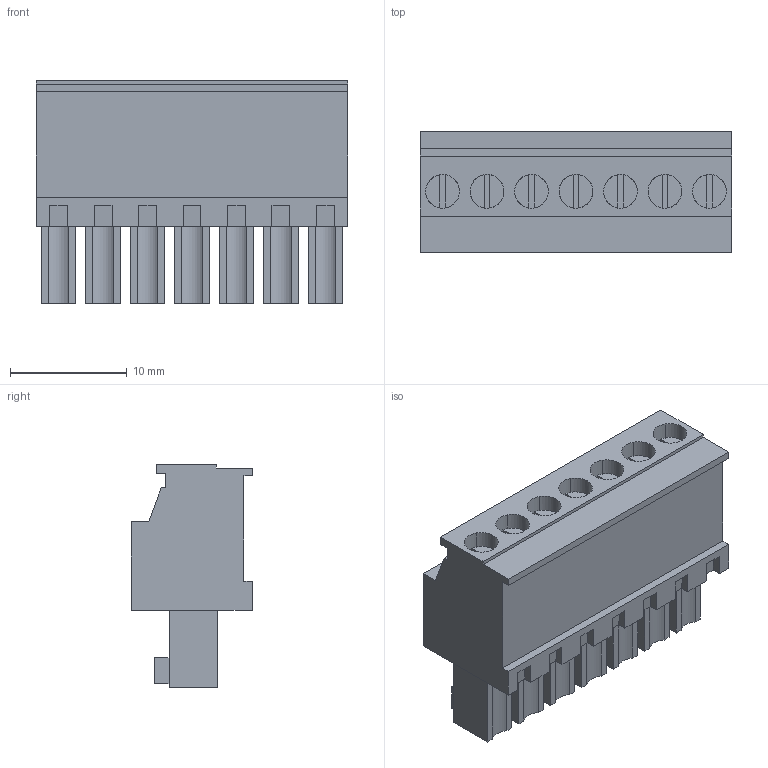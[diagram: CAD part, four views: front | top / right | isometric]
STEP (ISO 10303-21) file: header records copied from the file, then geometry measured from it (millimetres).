
FILE_DESCRIPTION(('CATIA V5 STEP Exchange','CAx-IF Rec.Pracs.--- Model Styling and Organization---1.2---2011-12-15'),'2;1');
FILE_NAME ('D1459642_0_1939880000_1939880000.stp','2017-04-12T07:24:14+00:00',('none'),('Weidmueller'),'CATIA Version 5-6 Release 2014','CATIA V5 STEP AP214','none');
FILE_SCHEMA(('AUTOMOTIVE_DESIGN { 1 0 10303 214 1 1 1 1 }'));
Length unit declared in the file: millimetre
Products named in the file (1): 1939880000
Bounding box: 26.67 x 10.4 x 19.1 mm (x, y, z)
Volume: 3274.6 mm3; surface area: 2770.2 mm2
Topology: 8 solids, 8 shells, 315 faces, 816 edges, 552 vertices
Faces by surface type: plane 266, cylinder 49
Entity records: 9012 total; most frequent: CARTESIAN_POINT 1661, ORIENTED_EDGE 1632, DIRECTION 1232, EDGE_CURVE 816, VECTOR 690, LINE 690, VERTEX_POINT 552, EDGE_LOOP 350
